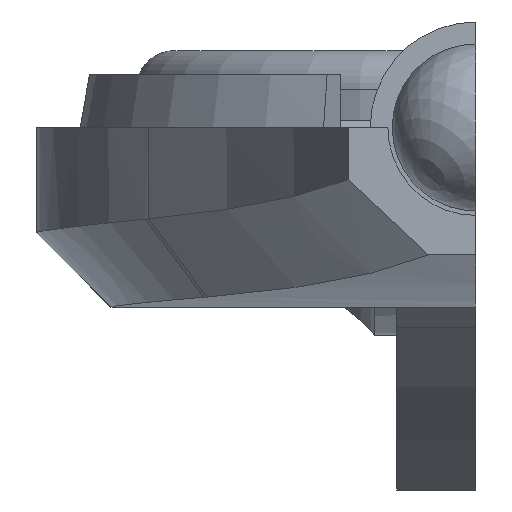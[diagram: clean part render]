
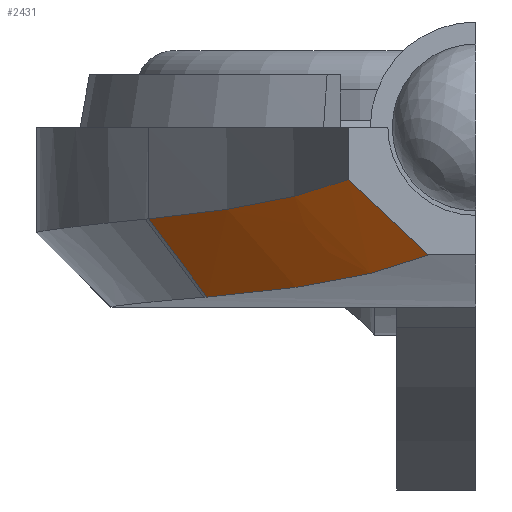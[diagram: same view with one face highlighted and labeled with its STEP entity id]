
A CAD part, front view. The second image highlights one B-rep face of the part: STEP entity #2431.
In plain terms, the highlighted free-form (B-spline) face has degree [3, 3] with [4, 5] control points.
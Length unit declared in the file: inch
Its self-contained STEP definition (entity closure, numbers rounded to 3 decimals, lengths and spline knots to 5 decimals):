
#70=B_SPLINE_SURFACE_WITH_KNOTS('',3,3,((#4078,#4079,#4080,#4081,#4082),
(#4083,#4084,#4085,#4086,#4087),(#4088,#4089,#4090,#4091,#4092),(#4093,
#4094,#4095,#4096,#4097)),.UNSPECIFIED.,.F.,.F.,.F.,(4,4),(4,1,4),(0.,1.),
(4.24819,4.71569,5.33902),.UNSPECIFIED.);
#101=B_SPLINE_CURVE_WITH_KNOTS('',3,(#3700,#3701,#3702,#3703,#3704),
 .UNSPECIFIED.,.F.,.F.,(4,1,4),(-5.33902,-4.71569,-4.24819),
 .UNSPECIFIED.);
#105=B_SPLINE_CURVE_WITH_KNOTS('',3,(#3728,#3729,#3730,#3731,#3732,#3733,
#3734),.UNSPECIFIED.,.F.,.F.,(4,3,4),(0.,0.1588,0.31803),
 .UNSPECIFIED.);
#124=B_SPLINE_CURVE_WITH_KNOTS('',3,(#4099,#4100,#4101,#4102,#4103),
 .UNSPECIFIED.,.F.,.F.,(4,1,4),(4.29786,4.71569,5.33902),
 .UNSPECIFIED.);
#216=FACE_OUTER_BOUND('',#356,.T.);
#356=EDGE_LOOP('',(#1850,#1851,#1852,#1853));
#636=LINE('',#4104,#868);
#868=VECTOR('',#3058,0.3937);
#1060=VERTEX_POINT('',#3697);
#1061=VERTEX_POINT('',#3699);
#1066=VERTEX_POINT('',#3726);
#1112=VERTEX_POINT('',#4098);
#1312=EDGE_CURVE('',#1061,#1060,#101,.T.);
#1319=EDGE_CURVE('',#1060,#1066,#105,.T.);
#1395=EDGE_CURVE('',#1066,#1112,#124,.T.);
#1396=EDGE_CURVE('',#1112,#1061,#636,.T.);
#1850=ORIENTED_EDGE('',*,*,#1319,.T.);
#1851=ORIENTED_EDGE('',*,*,#1395,.T.);
#1852=ORIENTED_EDGE('',*,*,#1396,.T.);
#1853=ORIENTED_EDGE('',*,*,#1312,.T.);
#2431=ADVANCED_FACE('',(#216),#70,.T.);
#3058=DIRECTION('',(0.545,0.424,-0.724));
#3697=CARTESIAN_POINT('',(-0.05362,-0.69159,-0.145));
#3699=CARTESIAN_POINT('',(-0.30547,-0.28156,-0.19284));
#3700=CARTESIAN_POINT('Ctrl Pts',(-0.30547,-0.28156,-0.19284));
#3701=CARTESIAN_POINT('Ctrl Pts',(-0.24363,-0.35123,
-0.18787));
#3702=CARTESIAN_POINT('Ctrl Pts',(-0.14688,-0.4858,
-0.17536));
#3703=CARTESIAN_POINT('Ctrl Pts',(-0.07812,-0.62948,
-0.15509));
#3704=CARTESIAN_POINT('Ctrl Pts',(-0.05362,-0.69159,
-0.145));
#3726=CARTESIAN_POINT('',(-0.145,-0.69159,-0.05931));
#3728=CARTESIAN_POINT('Ctrl Pts',(-0.05362,-0.69159,
-0.145));
#3729=CARTESIAN_POINT('Ctrl Pts',(-0.06878,-0.69159,
-0.1307));
#3730=CARTESIAN_POINT('Ctrl Pts',(-0.08398,-0.69158,
-0.11641));
#3731=CARTESIAN_POINT('Ctrl Pts',(-0.09919,-0.69158,
-0.10215));
#3732=CARTESIAN_POINT('Ctrl Pts',(-0.11443,-0.69157,
-0.08786));
#3733=CARTESIAN_POINT('Ctrl Pts',(-0.12972,-0.69157,
-0.07356));
#3734=CARTESIAN_POINT('Ctrl Pts',(-0.14501,-0.69156,
-0.05931));
#4078=CARTESIAN_POINT('Ctrl Pts',(-0.05362,-0.69159,
-0.145));
#4079=CARTESIAN_POINT('Ctrl Pts',(-0.07812,-0.62948,
-0.15509));
#4080=CARTESIAN_POINT('Ctrl Pts',(-0.14688,-0.4858,
-0.17536));
#4081=CARTESIAN_POINT('Ctrl Pts',(-0.24363,-0.35123,
-0.18787));
#4082=CARTESIAN_POINT('Ctrl Pts',(-0.30547,-0.28156,-0.19284));
#4083=CARTESIAN_POINT('Ctrl Pts',(-0.08157,-0.69762,
-0.11542));
#4084=CARTESIAN_POINT('Ctrl Pts',(-0.10562,-0.63727,
-0.12537));
#4085=CARTESIAN_POINT('Ctrl Pts',(-0.17293,-0.49763,
-0.14546));
#4086=CARTESIAN_POINT('Ctrl Pts',(-0.26741,-0.36674,
-0.15809));
#4087=CARTESIAN_POINT('Ctrl Pts',(-0.32779,-0.29891,
-0.16321));
#4088=CARTESIAN_POINT('Ctrl Pts',(-0.10952,-0.70366,
-0.08585));
#4089=CARTESIAN_POINT('Ctrl Pts',(-0.13311,-0.64505,
-0.09565));
#4090=CARTESIAN_POINT('Ctrl Pts',(-0.19898,-0.50947,
-0.11555));
#4091=CARTESIAN_POINT('Ctrl Pts',(-0.29118,-0.38226,
-0.12832));
#4092=CARTESIAN_POINT('Ctrl Pts',(-0.35011,-0.31626,
-0.13357));
#4093=CARTESIAN_POINT('Ctrl Pts',(-0.13747,-0.70969,
-0.05627));
#4094=CARTESIAN_POINT('Ctrl Pts',(-0.16061,-0.65283,
-0.06593));
#4095=CARTESIAN_POINT('Ctrl Pts',(-0.22503,-0.52131,
-0.08565));
#4096=CARTESIAN_POINT('Ctrl Pts',(-0.31496,-0.39777,
-0.09854));
#4097=CARTESIAN_POINT('Ctrl Pts',(-0.37243,-0.33361,
-0.10393));
#4098=CARTESIAN_POINT('',(-0.37243,-0.33361,-0.10393));
#4099=CARTESIAN_POINT('Ctrl Pts',(-0.145,-0.69159,
-0.05931));
#4100=CARTESIAN_POINT('Ctrl Pts',(-0.16653,-0.64087,
-0.06771));
#4101=CARTESIAN_POINT('Ctrl Pts',(-0.22913,-0.51568,
-0.08623));
#4102=CARTESIAN_POINT('Ctrl Pts',(-0.31496,-0.39777,
-0.09854));
#4103=CARTESIAN_POINT('Ctrl Pts',(-0.37243,-0.33361,
-0.10393));
#4104=CARTESIAN_POINT('',(-0.37243,-0.33361,-0.10393));
